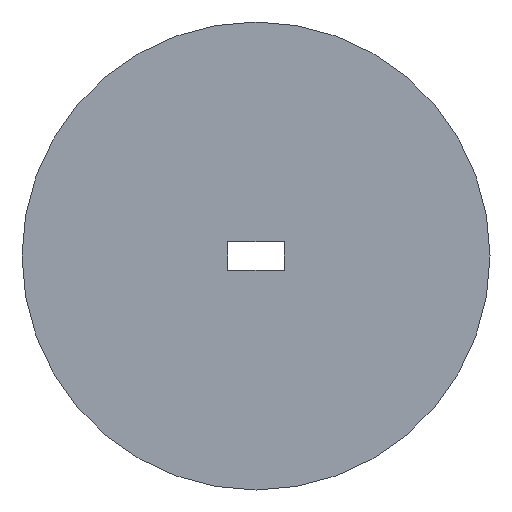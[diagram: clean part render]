
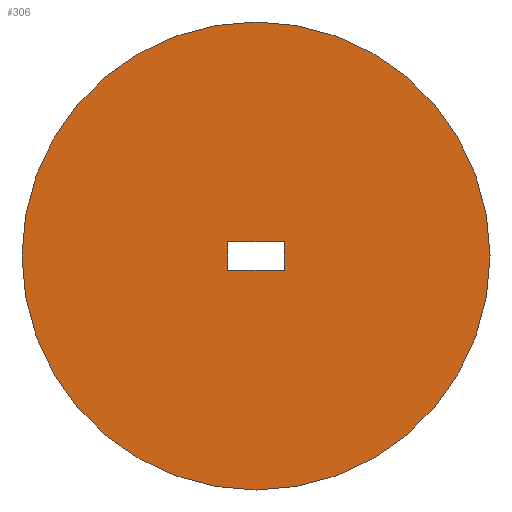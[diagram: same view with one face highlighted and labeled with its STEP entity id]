
A CAD part, front view. The second image highlights one B-rep face of the part: STEP entity #306.
In plain terms, the highlighted planar face has unit normal (0, -1, 0).
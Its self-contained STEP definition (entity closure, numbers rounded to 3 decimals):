
#8 = DIRECTION ( 'NONE',  ( 0., 1., 0. ) ) ;
#9 = CARTESIAN_POINT ( 'NONE',  ( -3., 0., 1.5 ) ) ;
#16 = EDGE_CURVE ( 'NONE', #116, #213, #210, .T. ) ;
#18 = VECTOR ( 'NONE', #183, 1000. ) ;
#24 = ORIENTED_EDGE ( 'NONE', *, *, #214, .T. ) ;
#39 = CARTESIAN_POINT ( 'NONE',  ( 0., 0., -1.5 ) ) ;
#41 = LINE ( 'NONE', #39, #88 ) ;
#57 = DIRECTION ( 'NONE',  ( 0., 0., 1. ) ) ;
#75 = CARTESIAN_POINT ( 'NONE',  ( 3., 0., 0. ) ) ;
#82 = CARTESIAN_POINT ( 'NONE',  ( 0., 0., 1.5 ) ) ;
#88 = VECTOR ( 'NONE', #200, 1000. ) ;
#90 = VERTEX_POINT ( 'NONE', #167 ) ;
#91 = ORIENTED_EDGE ( 'NONE', *, *, #216, .T. ) ;
#92 = EDGE_LOOP ( 'NONE', ( #181, #172 ) ) ;
#98 = CARTESIAN_POINT ( 'NONE',  ( -3., 0., -1.5 ) ) ;
#100 = CARTESIAN_POINT ( 'NONE',  ( -3., 0., 0. ) ) ;
#101 = CARTESIAN_POINT ( 'NONE',  ( 0., 0., 0. ) ) ;
#102 = DIRECTION ( 'NONE',  ( 0., 1., 0. ) ) ;
#105 = DIRECTION ( 'NONE',  ( 0., 1., 0. ) ) ;
#116 = VERTEX_POINT ( 'NONE', #174 ) ;
#117 = ORIENTED_EDGE ( 'NONE', *, *, #16, .T. ) ;
#118 = VERTEX_POINT ( 'NONE', #9 ) ;
#122 = DIRECTION ( 'NONE',  ( 0., 0., 1. ) ) ;
#131 = VECTOR ( 'NONE', #244, 1000. ) ;
#138 = VERTEX_POINT ( 'NONE', #198 ) ;
#153 = CIRCLE ( 'NONE', #227, 25. ) ;
#154 = ORIENTED_EDGE ( 'NONE', *, *, #269, .T. ) ;
#162 = FACE_BOUND ( 'NONE', #284, .T. ) ;
#167 = CARTESIAN_POINT ( 'NONE',  ( 0., 0., -25. ) ) ;
#172 = ORIENTED_EDGE ( 'NONE', *, *, #300, .F. ) ;
#174 = CARTESIAN_POINT ( 'NONE',  ( 3., 0., 1.5 ) ) ;
#175 = EDGE_CURVE ( 'NONE', #90, #138, #153, .T. ) ;
#181 = ORIENTED_EDGE ( 'NONE', *, *, #175, .F. ) ;
#183 = DIRECTION ( 'NONE',  ( 0., 0., -1. ) ) ;
#195 = CIRCLE ( 'NONE', #208, 25. ) ;
#197 = CARTESIAN_POINT ( 'NONE',  ( 0., 0., 0. ) ) ;
#198 = CARTESIAN_POINT ( 'NONE',  ( 0., 0., 25. ) ) ;
#200 = DIRECTION ( 'NONE',  ( -1., 0., 0. ) ) ;
#208 = AXIS2_PLACEMENT_3D ( 'NONE', #197, #8, #57 ) ;
#210 = LINE ( 'NONE', #75, #18 ) ;
#213 = VERTEX_POINT ( 'NONE', #294 ) ;
#214 = EDGE_CURVE ( 'NONE', #118, #116, #223, .T. ) ;
#216 = EDGE_CURVE ( 'NONE', #213, #286, #41, .T. ) ;
#223 = LINE ( 'NONE', #82, #131 ) ;
#227 = AXIS2_PLACEMENT_3D ( 'NONE', #277, #102, #122 ) ;
#244 = DIRECTION ( 'NONE',  ( 1., 0., 0. ) ) ;
#250 = VECTOR ( 'NONE', #261, 1000. ) ;
#261 = DIRECTION ( 'NONE',  ( 0., 0., 1. ) ) ;
#265 = FACE_OUTER_BOUND ( 'NONE', #92, .T. ) ;
#269 = EDGE_CURVE ( 'NONE', #286, #118, #301, .T. ) ;
#277 = CARTESIAN_POINT ( 'NONE',  ( 0., 0., 0. ) ) ;
#284 = EDGE_LOOP ( 'NONE', ( #24, #117, #91, #154 ) ) ;
#286 = VERTEX_POINT ( 'NONE', #98 ) ;
#293 = PLANE ( 'NONE',  #298 ) ;
#294 = CARTESIAN_POINT ( 'NONE',  ( 3., 0., -1.5 ) ) ;
#298 = AXIS2_PLACEMENT_3D ( 'NONE', #101, #105, #311 ) ;
#300 = EDGE_CURVE ( 'NONE', #138, #90, #195, .T. ) ;
#301 = LINE ( 'NONE', #100, #250 ) ;
#306 = ADVANCED_FACE ( 'NONE', ( #162, #265 ), #293, .F. ) ;
#311 = DIRECTION ( 'NONE',  ( 0., 0., 1. ) ) ;
